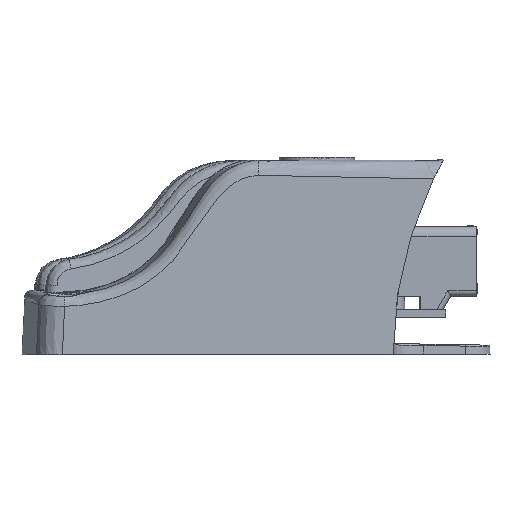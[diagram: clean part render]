
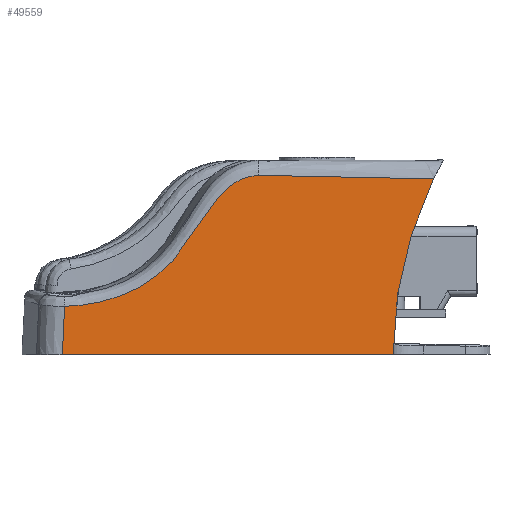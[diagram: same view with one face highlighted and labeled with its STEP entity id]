
A CAD part, left-side view. The second image highlights one B-rep face of the part: STEP entity #49559.
In plain terms, the highlighted face is planar.
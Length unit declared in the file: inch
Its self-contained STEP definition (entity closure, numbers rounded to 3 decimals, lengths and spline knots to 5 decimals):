
#49327=CARTESIAN_POINT('',(2.01336,0.,0.));
#49328=VERTEX_POINT('',#49327);
#49335=CARTESIAN_POINT('',(1.96989,0.,2.48706));
#49336=VERTEX_POINT('',#49335);
#49337=CARTESIAN_POINT('',(2.01336,0.,0.));
#49338=DIRECTION('',(-0.017,0.,1.));
#49339=VECTOR('',#49338,2.48744);
#49340=LINE('',#49337,#49339);
#49341=EDGE_CURVE('',#49336,#49328,#49340,.F.);
#49471=CARTESIAN_POINT('',(2.02,0.,-0.38));
#49472=DIRECTION('',(0.998,0.052,0.017));
#49473=DIRECTION('',(0.017,0.0,-1.));
#49474=AXIS2_PLACEMENT_3D('',#49471,#49472,#49473);
#49475=PLANE('',#49474);
#49476=CARTESIAN_POINT('',(1.94962,1.31809,-0.30567));
#49477=VERTEX_POINT('',#49476);
#49478=CARTESIAN_POINT('',(2.0657,0.,-2.99474));
#49479=DIRECTION('',(0.998,0.052,0.017));
#49480=DIRECTION('',(-0.055,0.947,0.316));
#49481=AXIS2_PLACEMENT_3D('',#49478,#49479,#49480);
#49482=ELLIPSE('',#49481,2.9993,2.99474);
#49483=EDGE_CURVE('',#49477,#49328,#49482,.T.);
#49484=ORIENTED_EDGE('',*,*,#49483,.F.);
#49485=CARTESIAN_POINT('',(1.92511,1.34628,1.01209));
#49486=VERTEX_POINT('',#49485);
#49487=CARTESIAN_POINT('',(1.87627,1.34628,3.80638));
#49488=CARTESIAN_POINT('',(1.89265,1.34628,2.86946));
#49489=CARTESIAN_POINT('',(1.90902,1.34628,1.93253));
#49490=CARTESIAN_POINT('',(1.93341,1.34628,0.5371));
#49491=CARTESIAN_POINT('',(1.94292,1.31785,0.07863));
#49492=CARTESIAN_POINT('',(1.96719,1.31785,-1.31015));
#49493=CARTESIAN_POINT('',(1.98345,1.31785,-2.24044));
#49494=CARTESIAN_POINT('',(1.99971,1.31785,-3.17072));
#49495=B_SPLINE_CURVE_WITH_KNOTS('',3,(#49487,#49488,#49489,#49490,#49491,#49492,#49493,#49494),.UNSPECIFIED.,.F.,.U.,(4,2,2,4),(0.0,0.40286,0.6,1.0),.UNSPECIFIED.);
#49496=EDGE_CURVE('',#49477,#49486,#49495,.F.);
#49497=ORIENTED_EDGE('',*,*,#49496,.T.);
#49498=CARTESIAN_POINT('',(1.9512,0.36219,2.47038));
#49499=VERTEX_POINT('',#49498);
#49500=CARTESIAN_POINT('',(1.92511,1.34628,1.01209));
#49501=CARTESIAN_POINT('',(1.92488,1.34522,1.02865));
#49502=CARTESIAN_POINT('',(1.92469,1.34328,1.04497));
#49503=CARTESIAN_POINT('',(1.92457,1.34032,1.06114));
#49504=CARTESIAN_POINT('',(1.92444,1.33735,1.07731));
#49505=CARTESIAN_POINT('',(1.92437,1.33331,1.09347));
#49506=CARTESIAN_POINT('',(1.92436,1.32818,1.10914));
#49507=CARTESIAN_POINT('',(1.92435,1.31793,1.14049));
#49508=CARTESIAN_POINT('',(1.9246,1.30339,1.17012));
#49509=CARTESIAN_POINT('',(1.9251,1.28415,1.19883));
#49510=CARTESIAN_POINT('',(1.92536,1.27454,1.21319));
#49511=CARTESIAN_POINT('',(1.92568,1.26377,1.22725));
#49512=CARTESIAN_POINT('',(1.92604,1.25226,1.24072));
#49513=CARTESIAN_POINT('',(1.92641,1.24075,1.2542));
#49514=CARTESIAN_POINT('',(1.92683,1.22843,1.2672));
#49515=CARTESIAN_POINT('',(1.92729,1.21541,1.27984));
#49516=CARTESIAN_POINT('',(1.92821,1.18938,1.30512));
#49517=CARTESIAN_POINT('',(1.9293,1.16059,1.32896));
#49518=CARTESIAN_POINT('',(1.93051,1.12998,1.35207));
#49519=CARTESIAN_POINT('',(1.93171,1.09936,1.37518));
#49520=CARTESIAN_POINT('',(1.93302,1.06691,1.39756));
#49521=CARTESIAN_POINT('',(1.93438,1.03341,1.41988));
#49522=CARTESIAN_POINT('',(1.93711,0.96641,1.46451));
#49523=CARTESIAN_POINT('',(1.94007,0.8952,1.50876));
#49524=CARTESIAN_POINT('',(1.94287,0.82497,1.55934));
#49525=CARTESIAN_POINT('',(1.94427,0.78985,1.58462));
#49526=CARTESIAN_POINT('',(1.94562,0.75497,1.61155));
#49527=CARTESIAN_POINT('',(1.94687,0.72144,1.64103));
#49528=CARTESIAN_POINT('',(1.94811,0.68791,1.67051));
#49529=CARTESIAN_POINT('',(1.94921,0.65624,1.70222));
#49530=CARTESIAN_POINT('',(1.95016,0.62681,1.736));
#49531=CARTESIAN_POINT('',(1.95112,0.59738,1.76977));
#49532=CARTESIAN_POINT('',(1.95192,0.56998,1.80589));
#49533=CARTESIAN_POINT('',(1.95256,0.54523,1.8436));
#49534=CARTESIAN_POINT('',(1.9532,0.52048,1.88132));
#49535=CARTESIAN_POINT('',(1.95367,0.49846,1.92045));
#49536=CARTESIAN_POINT('',(1.95398,0.47901,1.96086));
#49537=CARTESIAN_POINT('',(1.95429,0.45957,2.00128));
#49538=CARTESIAN_POINT('',(1.95444,0.44281,2.04283));
#49539=CARTESIAN_POINT('',(1.95445,0.4287,2.08463));
#49540=CARTESIAN_POINT('',(1.95446,0.4146,2.12643));
#49541=CARTESIAN_POINT('',(1.95433,0.40305,2.16869));
#49542=CARTESIAN_POINT('',(1.95407,0.3937,2.21133));
#49543=CARTESIAN_POINT('',(1.95356,0.37502,2.29662));
#49544=CARTESIAN_POINT('',(1.95255,0.36518,2.38397));
#49545=CARTESIAN_POINT('',(1.9512,0.36219,2.47038));
#49546=B_SPLINE_CURVE_WITH_KNOTS('',3,(#49500,#49501,#49502,#49503,#49504,#49505,#49506,#49507,#49508,#49509,#49510,#49511,#49512,#49513,#49514,#49515,#49516,#49517,#49518,#49519,#49520,#49521,#49522,#49523,#49524,#49525,#49526,#49527,#49528,#49529,#49530,#49531,#49532,#49533,#49534,#49535,#49536,#49537,#49538,#49539,#49540,#49541,#49542,#49543,#49544,#49545),.UNSPECIFIED.,.F.,.U.,(4,3,3,3,3,3,3,3,3,3,3,3,3,3,3,4),(-1.0,-0.96664,-0.93331,-0.86665,-0.83331,-0.79998,-0.73332,-0.66665,-0.53332,-0.46666,-0.39999,-0.33333,-0.26666,-0.2,-0.13333,0.0),.UNSPECIFIED.);
#49547=EDGE_CURVE('',#49486,#49499,#49546,.T.);
#49548=ORIENTED_EDGE('',*,*,#49547,.T.);
#49549=CARTESIAN_POINT('',(14.73683,-243.68057,2.70554));
#49550=DIRECTION('',(0.998,0.052,0.017));
#49551=DIRECTION('',(0.052,-0.998,0.026));
#49552=AXIS2_PLACEMENT_3D('',#49549,#49550,#49551);
#49553=ELLIPSE('',#49552,362.95074,8.13591);
#49554=EDGE_CURVE('',#49499,#49336,#49553,.T.);
#49555=ORIENTED_EDGE('',*,*,#49554,.T.);
#49556=ORIENTED_EDGE('',*,*,#49341,.T.);
#49557=EDGE_LOOP('',(#49484,#49497,#49548,#49555,#49556));
#49558=FACE_OUTER_BOUND('',#49557,.T.);
#49559=ADVANCED_FACE('',(#49558),#49475,.T.);
